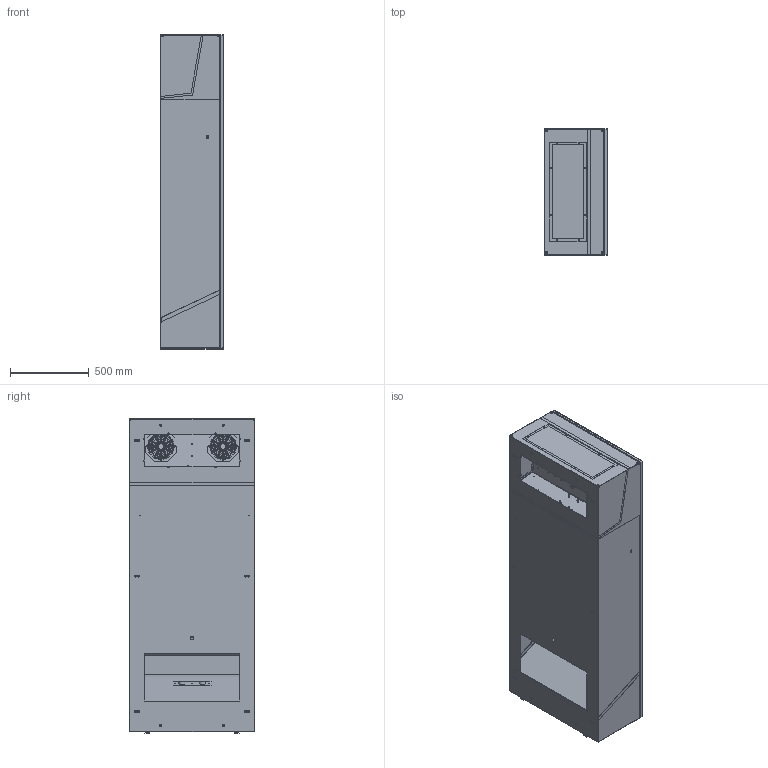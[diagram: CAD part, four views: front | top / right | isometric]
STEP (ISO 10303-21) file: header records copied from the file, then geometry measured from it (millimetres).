
FILE_DESCRIPTION( ( 'Unknown' ), '1' );
FILE_NAME( 'EXWAU12200040_ASPIRAZIONE SCHIENA.stp', 'Unknown', ( 'Unknown' ), ( 'Unknown' ), 'PSStep 14.0', 'Unknown', ' ' );
FILE_SCHEMA( ( 'AUTOMOTIVE_DESIGN { 1 0 10303 214 1 1 1 1 }' ) );
Length unit declared in the file: millimetre
Products named in the file (28): TELAIO_EXWA001; EXWA001; INSERTO M6 ESAGONALE CHIUSO A FILO _ 1201400071; INSERTO M4 ESAGONALE CHIUSO A FILO; INNESTO MASCHIO DOPPIO _ 0353000495; DADO M10 _ 1201600050; Tubo rettangolare 30x10 L=400_EXWA001; ISOLANTE TELAIO A_EXWA001; ISOLANTE TELAIO B_EXWA001; INSERTO M6 ESAGONALE CHIUSO CON BORDO _ 1201400070; PARATIA SUPERIORE_EXWA001; INSERTO M6 ESAGONALE APERTO A FILO; AA00061; Manicotto 3I4; EXWA002; Linguetta di terra DOPPIA; ISOLANTE_EXWA002; SUPPORTO SCAMBIATORE_EXWA001; PARATIA DIVISORIA_EXWA001; BOCCAGLIO_ø164_H9_EXWA001; RIVETTO_4x9 _ 1201800390; Assem1; AA00017; PRESSACAVO OBO PG11 _ 0354001022
Assembly tree (96 placements, depth 4):
  Assem1
    AA00017
    PRESSACAVO OBO PG11 _ 0354001022
    EXWA001
      SUPPORTO SCAMBIATORE_EXWA001
      PARATIA DIVISORIA_EXWA001
      BOCCAGLIO_ø164_H9_EXWA001  x2
      RIVETTO_4x9 _ 1201800390  x8
      PARATIA SUPERIORE_EXWA001
        PARATIA SUPERIORE_EXWA001
        INSERTO M4 ESAGONALE CHIUSO A FILO  x16
        INSERTO M6 ESAGONALE APERTO A FILO  x4
      TELAIO_EXWA001
        EXWA001
        INSERTO M6 ESAGONALE CHIUSO A FILO _ 1201400071  x8
        INSERTO M4 ESAGONALE CHIUSO A FILO  x16
        INNESTO MASCHIO DOPPIO _ 0353000495
        DADO M10 _ 1201600050  x4
        Tubo rettangolare 30x10 L=400_EXWA001  x2
        ISOLANTE TELAIO A_EXWA001
        ISOLANTE TELAIO B_EXWA001
        INSERTO M6 ESAGONALE CHIUSO CON BORDO _ 1201400070  x16
    AA00061
      AA00061
      Manicotto 3I4  x2
    EXWA002
      Linguetta di terra DOPPIA
      EXWA002
      ISOLANTE_EXWA002
Bounding box: 404.7 x 800 x 2001 mm (x, y, z)
Volume: 18519036.6 mm3; surface area: 18512787.4 mm2
Topology: 91 solids, 91 shells, 3540 faces, 9088 edges, 5852 vertices
Faces by surface type: plane 2000, cylinder 923, cone 538, bspline 42, sphere 24, torus 9, extrusion 4
Full cylindrical faces by diameter (mm): 0.5 x3, 1 x2, 1.5 x2, 2 x10, 3.242 x32, 3.85 x8, 4 x1, 4.5 x21, 4.917 x28, 5 x40, 6.5 x13, 8 x20, 8.2 x16, 8.376 x4, 8.5 x7, 9 x1, 10 x1, 12 x20, 13.2 x1, 14 x2, 16 x4, 22 x2, 22.5 x2, 24.117 x4, 26 x1, 38 x2, 38.5 x2, 162 x2, 164 x2
Entity records: 74772 total; most frequent: CARTESIAN_POINT 13081, ORIENTED_EDGE 9490, DIRECTION 9414, EDGE_CURVE 4745, VECTOR 3448, LINE 3444, VERTEX_POINT 3150, AXIS2_PLACEMENT_3D 2983
